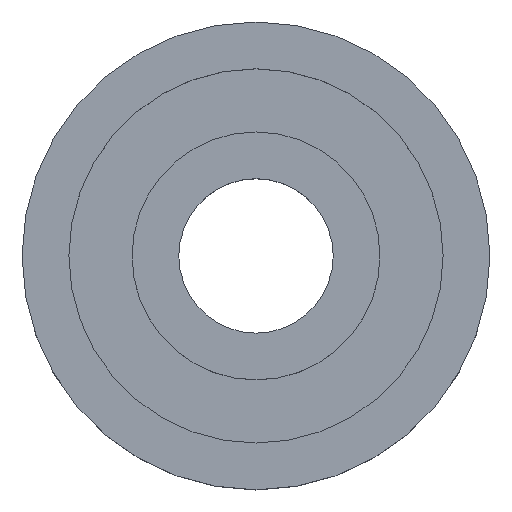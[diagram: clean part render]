
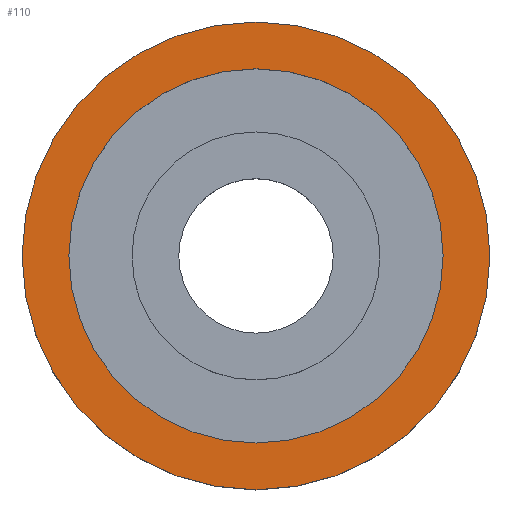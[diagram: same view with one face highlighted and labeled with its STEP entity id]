
A CAD part, top view. The second image highlights one B-rep face of the part: STEP entity #110.
In plain terms, the highlighted planar face has unit normal (0, 0, 1).
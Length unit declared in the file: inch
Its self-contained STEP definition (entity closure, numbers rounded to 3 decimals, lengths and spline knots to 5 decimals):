
#16=FACE_BOUND('',#36,.T.);
#20=PLANE('',#144);
#26=FACE_OUTER_BOUND('',#35,.T.);
#35=EDGE_LOOP('',(#89));
#36=EDGE_LOOP('',(#90));
#54=CIRCLE('',#142,0.2);
#55=CIRCLE('',#145,0.25);
#62=VERTEX_POINT('',#201);
#63=VERTEX_POINT('',#206);
#72=EDGE_CURVE('',#62,#62,#54,.T.);
#73=EDGE_CURVE('',#63,#63,#55,.T.);
#89=ORIENTED_EDGE('',*,*,#73,.T.);
#90=ORIENTED_EDGE('',*,*,#72,.T.);
#110=ADVANCED_FACE('',(#26,#16),#20,.T.);
#142=AXIS2_PLACEMENT_3D('',#203,#167,#168);
#144=AXIS2_PLACEMENT_3D('',#205,#171,#172);
#145=AXIS2_PLACEMENT_3D('',#207,#173,#174);
#167=DIRECTION('center_axis',(0.,0.,-1.));
#168=DIRECTION('ref_axis',(1.,0.,0.));
#171=DIRECTION('center_axis',(0.,0.,1.));
#172=DIRECTION('ref_axis',(1.,0.,0.));
#173=DIRECTION('center_axis',(0.,0.,1.));
#174=DIRECTION('ref_axis',(1.,0.,0.));
#201=CARTESIAN_POINT('',(-0.2,0.,0.1));
#203=CARTESIAN_POINT('Origin',(0.,0.,0.1));
#205=CARTESIAN_POINT('Origin',(0.,0.,0.1));
#206=CARTESIAN_POINT('',(-0.25,0.,0.1));
#207=CARTESIAN_POINT('Origin',(0.,0.,0.1));
